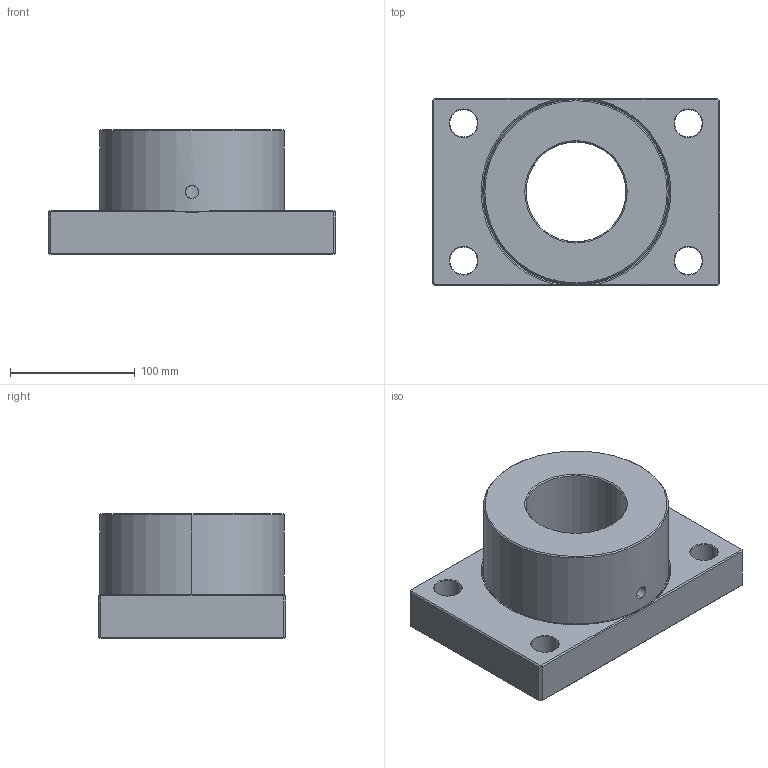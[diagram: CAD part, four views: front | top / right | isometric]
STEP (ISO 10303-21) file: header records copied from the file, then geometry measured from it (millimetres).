
FILE_DESCRIPTION (( 'STEP AP214' ), '1' );
FILE_NAME ('MGH-D80.step', '2024-12-23T09:36:54', ( '' ), ( '' ), 'SwSTEP 2.0', 'SolidWorks 2016', '' );
FILE_SCHEMA (( 'AUTOMOTIVE_DESIGN' ));
Length unit declared in the file: millimetre
Products named in the file (1): MGH-D80
Bounding box: 230 x 150 x 100 mm (x, y, z)
Volume: 1764553.8 mm3; surface area: 147401.7 mm2
Topology: 1 solids, 1 shells, 70 faces, 160 edges, 92 vertices
Faces by surface type: plane 30, cone 24, cylinder 14, torus 2
Entity records: 2158 total; most frequent: CARTESIAN_POINT 491, DIRECTION 348, ORIENTED_EDGE 320, EDGE_CURVE 160, AXIS2_PLACEMENT_3D 125, LINE 98, VECTOR 98, VERTEX_POINT 92
